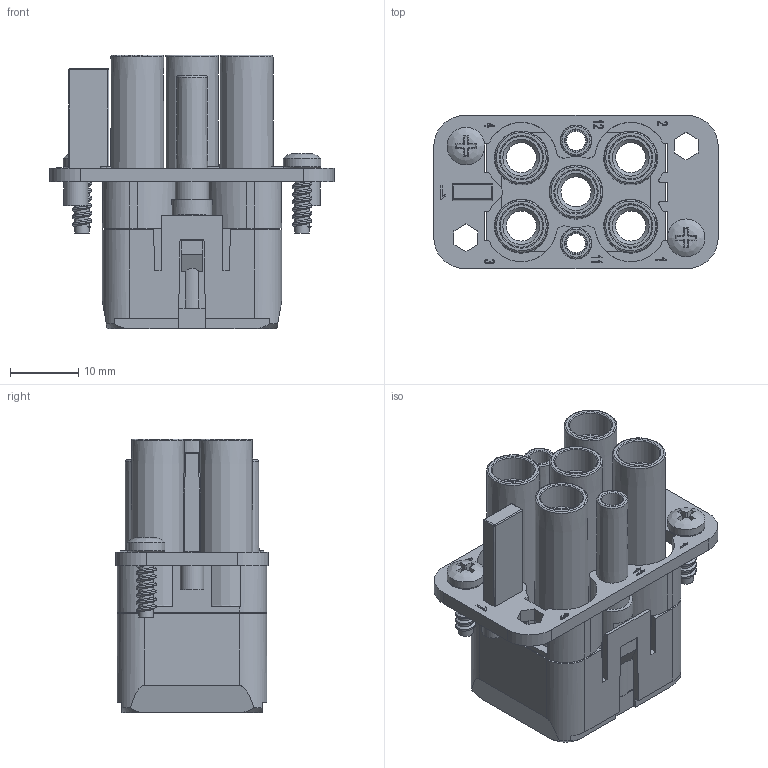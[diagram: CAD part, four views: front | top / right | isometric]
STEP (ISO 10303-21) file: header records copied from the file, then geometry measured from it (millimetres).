
FILE_DESCRIPTION(/* description */ (''),/* implementation_level */ '2;1');
FILE_NAME(/* name */ 'HQ-004-2-FC.stp',/* time_stamp */ '2022-11-28T15:00:47+08:00',/* author */ (''),/* organization */ (''),/* preprocessor_version */ 'ST-DEVELOPER v16',/* originating_system */ 'SIEMENS PLM Software NX 10.0',/* authorisation */ '');
FILE_SCHEMA (('AUTOMOTIVE_DESIGN { 1 0 10303 214 3 1 1 1 }'));
Length unit declared in the file: millimetre
Products named in the file (1): Admi4A24BB90zrcv
Bounding box: 41.6 x 22.4 x 40 mm (x, y, z)
Volume: 8574.3 mm3; surface area: 16805.8 mm2
Topology: 1 solids, 23 shells, 834 faces, 2245 edges, 1475 vertices
Faces by surface type: plane 533, cylinder 169, extrusion 50, cone 42, torus 20, bspline 16, sphere 4
Full cylindrical faces by diameter (mm): 2.15 x16, 2.8 x2, 3.1 x2, 3.5 x2, 3.7 x2, 3.9 x2, 4.4 x5, 5.5 x2, 6.2 x5, 6.4 x5, 9 x1
Entity records: 34657 total; most frequent: CARTESIAN_POINT 14752, ORIENTED_EDGE 4140, DIRECTION 3860, EDGE_CURVE 2070, VECTOR 1458, LINE 1408, VERTEX_POINT 1402, AXIS2_PLACEMENT_3D 1201
